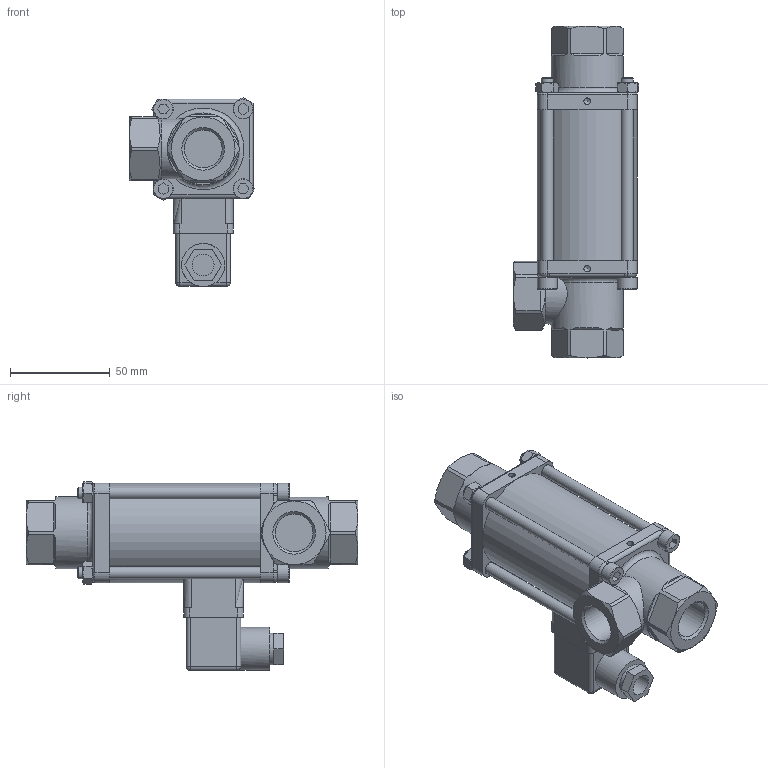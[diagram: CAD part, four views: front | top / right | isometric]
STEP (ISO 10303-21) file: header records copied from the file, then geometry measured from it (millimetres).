
FILE_DESCRIPTION(/* description */ (''),/* implementation_level */ '2;1');
FILE_NAME(/* name */ '93700107.stp',/* time_stamp */ '2015-02-26T11:36:29+01:00',/* author */ ('jmetzger'),/* organization */ (''),/* preprocessor_version */ 'ST-DEVELOPER v15.2',/* originating_system */ 'Autodesk Inventor 2014',/* authorisation */ '');
FILE_SCHEMA (('AUTOMOTIVE_DESIGN { 1 0 10303 214 3 1 1 }'));
Length unit declared in the file: millimetre
Products named in the file (1): 93700107
Bounding box: 62.77 x 166.5 x 94.81 mm (x, y, z)
Volume: 196181 mm3; surface area: 66660.9 mm2
Topology: 1 solids, 2 shells, 381 faces, 951 edges, 592 vertices
Faces by surface type: plane 209, cylinder 95, cone 50, bspline 12, torus 11, sphere 4
Full cylindrical faces by diameter (mm): 3.3 x2, 5.5 x1, 6 x8, 6.5 x8, 7.1 x1, 10 x4, 11 x1, 16 x1, 18.63 x1, 19 x2, 21.6 x1, 36 x2, 46 x1, 46.5 x2, 50 x1
Entity records: 11688 total; most frequent: CARTESIAN_POINT 2839, DIRECTION 1754, ORIENTED_EDGE 1728, EDGE_CURVE 856, AXIS2_PLACEMENT_3D 680, VERTEX_POINT 566, EDGE_LOOP 488, LINE 394
